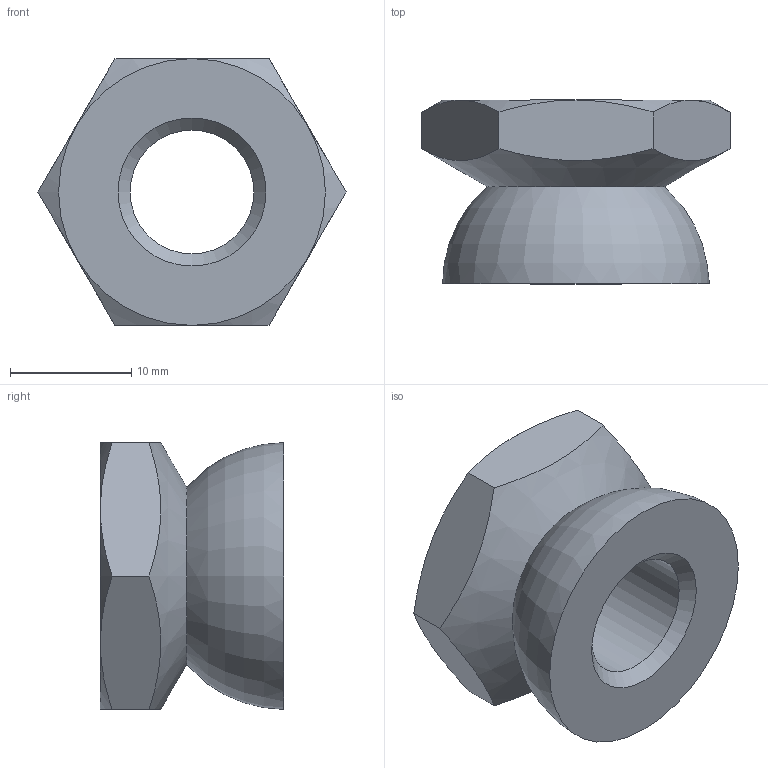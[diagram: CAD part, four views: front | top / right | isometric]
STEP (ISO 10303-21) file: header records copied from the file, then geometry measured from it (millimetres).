
FILE_DESCRIPTION (( 'STEP AP203' ), '1' );
FILE_NAME ('58324-240-12.step', '2021-09-30T09:05:43', ( '' ), ( '' ), 'SwSTEP 2.0', 'SolidWorks 2018', '' );
FILE_SCHEMA (( 'CONFIG_CONTROL_DESIGN' ));
Length unit declared in the file: millimetre
Products named in the file (2): 58324-240-12
Bounding box: 25.4 x 15.14 x 22 mm (x, y, z)
Volume: 2855.4 mm3; surface area: 2430.3 mm2
Topology: 1 solids, 1 shells, 326 faces, 874 edges, 580 vertices
Faces by surface type: plane 152, bspline 134, cylinder 31, cone 8, torus 1
Full cylindrical faces by diameter (mm): 10.2 x1, 19 x1
Entity records: 15525 total; most frequent: CARTESIAN_POINT 8132, ORIENTED_EDGE 1736, DIRECTION 1089, EDGE_CURVE 868, VERTEX_POINT 579, VECTOR 407, LINE 407, EDGE_LOOP 363
